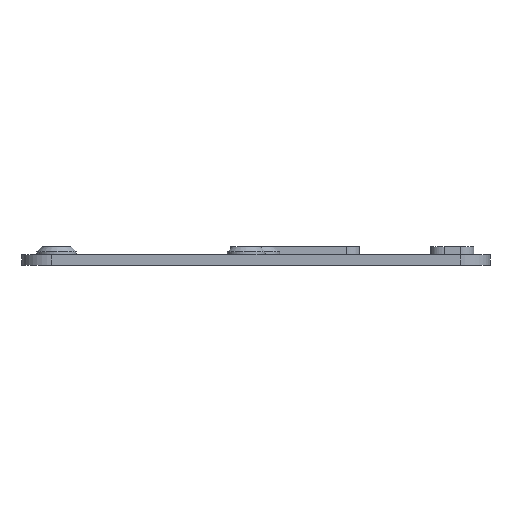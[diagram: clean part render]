
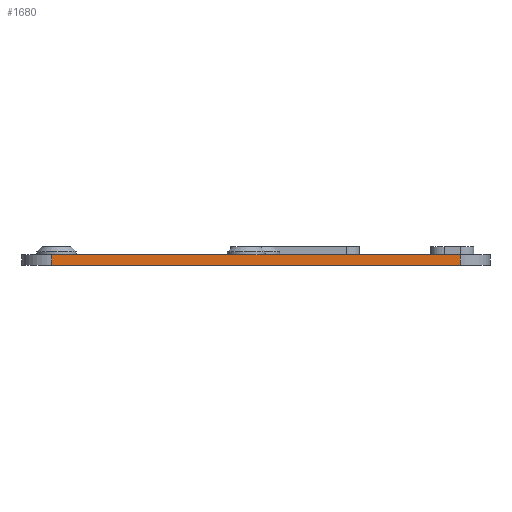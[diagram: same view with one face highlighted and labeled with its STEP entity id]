
A CAD part, left-side view. The second image highlights one B-rep face of the part: STEP entity #1680.
In plain terms, the highlighted planar face has unit normal (-1, 0, 0).
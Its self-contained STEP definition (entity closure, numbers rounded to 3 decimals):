
#82=PLANE('',#1886);
#172=FACE_OUTER_BOUND('',#288,.T.);
#288=EDGE_LOOP('',(#1539,#1540,#1541,#1542));
#393=LINE('',#2764,#531);
#398=LINE('',#2796,#536);
#403=LINE('',#2825,#541);
#406=LINE('',#2830,#544);
#531=VECTOR('',#2245,10.);
#536=VECTOR('',#2278,10.);
#541=VECTOR('',#2307,10.);
#544=VECTOR('',#2314,10.);
#787=VERTEX_POINT('',#2761);
#788=VERTEX_POINT('',#2763);
#800=VERTEX_POINT('',#2793);
#801=VERTEX_POINT('',#2795);
#998=EDGE_CURVE('',#787,#788,#393,.T.);
#1014=EDGE_CURVE('',#800,#801,#398,.T.);
#1030=EDGE_CURVE('',#801,#787,#403,.T.);
#1033=EDGE_CURVE('',#788,#800,#406,.T.);
#1539=ORIENTED_EDGE('',*,*,#1030,.F.);
#1540=ORIENTED_EDGE('',*,*,#1014,.F.);
#1541=ORIENTED_EDGE('',*,*,#1033,.F.);
#1542=ORIENTED_EDGE('',*,*,#998,.F.);
#1680=ADVANCED_FACE('',(#172),#82,.T.);
#1886=AXIS2_PLACEMENT_3D('',#2897,#2409,#2410);
#2245=DIRECTION('',(0.,-1.,0.));
#2278=DIRECTION('',(0.,1.,0.));
#2307=DIRECTION('',(0.,0.,1.));
#2314=DIRECTION('',(0.,0.,-1.));
#2409=DIRECTION('center_axis',(-1.,0.,0.));
#2410=DIRECTION('ref_axis',(0.,-1.,0.));
#2761=CARTESIAN_POINT('',(-55.,38.749,2.));
#2763=CARTESIAN_POINT('',(-55.,-36.75,2.));
#2764=CARTESIAN_POINT('',(-55.,-42.25,2.));
#2793=CARTESIAN_POINT('',(-55.,-36.75,0.));
#2795=CARTESIAN_POINT('',(-55.,38.749,0.));
#2796=CARTESIAN_POINT('',(-55.,22.124,0.));
#2825=CARTESIAN_POINT('',(-55.,38.749,1.));
#2830=CARTESIAN_POINT('',(-55.,-36.75,0.));
#2897=CARTESIAN_POINT('Origin',(-55.,42.25,0.));
